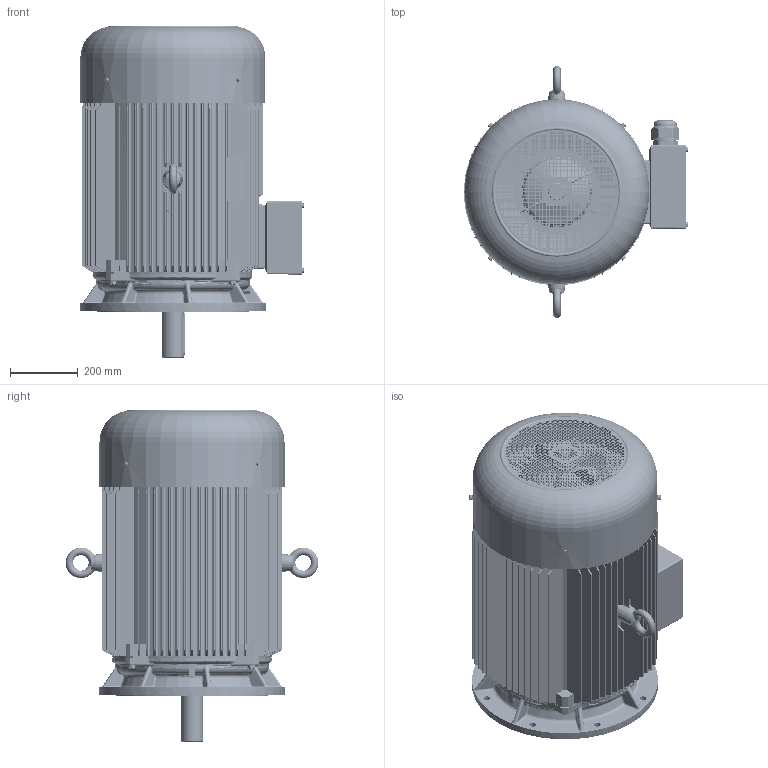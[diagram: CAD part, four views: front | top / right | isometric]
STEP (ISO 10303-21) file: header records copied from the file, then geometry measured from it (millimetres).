
FILE_DESCRIPTION(/* description */ (''),/* implementation_level */ '2;1');
FILE_NAME(/* name */ 'JM3-280M-2-B5.stp',/* time_stamp */ '2016-07-01T15:56:32+08:00',/* author */ (''),/* organization */ (''),/* preprocessor_version */ 'ST-DEVELOPER v15',/* originating_system */ 'SIEMENS PLM Software NX 8.5',/* authorisation */ '');
FILE_SCHEMA (('AUTOMOTIVE_DESIGN { 1 0 10303 214 3 1 1 1 }'));
Length unit declared in the file: millimetre
Products named in the file (1): pc0534AA92lzx9
Bounding box: 662.73 x 747 x 981.49 mm (x, y, z)
Volume: 37621743.1 mm3; surface area: 7644101.5 mm2
Topology: 59 solids, 59 shells, 7094 faces, 19626 edges, 12798 vertices
Faces by surface type: plane 4617, cylinder 1159, bspline 637, cone 343, torus 303, extrusion 25, sphere 10
Full cylindrical faces by diameter (mm): 7.188 x4, 8 x8, 8.4 x4, 9.026 x8, 10 x8, 10.863 x8, 11.2 x8, 11.5 x1, 12 x8, 12.6 x8, 16 x4, 20 x1, 43.312 x2, 49 x1, 51 x1, 51.188 x4, 52 x3, 61.031 x12, 63 x4, 64.969 x12, 67.922 x2, 72 x2, 83.672 x2, 190 x1, 437 x1, 447 x1, 453 x1, 543 x1, 547 x1
Entity records: 277305 total; most frequent: CARTESIAN_POINT 88828, ORIENTED_EDGE 38488, DIRECTION 32632, EDGE_CURVE 19244, VECTOR 13518, LINE 13493, VERTEX_POINT 12693, AXIS2_PLACEMENT_3D 9557
